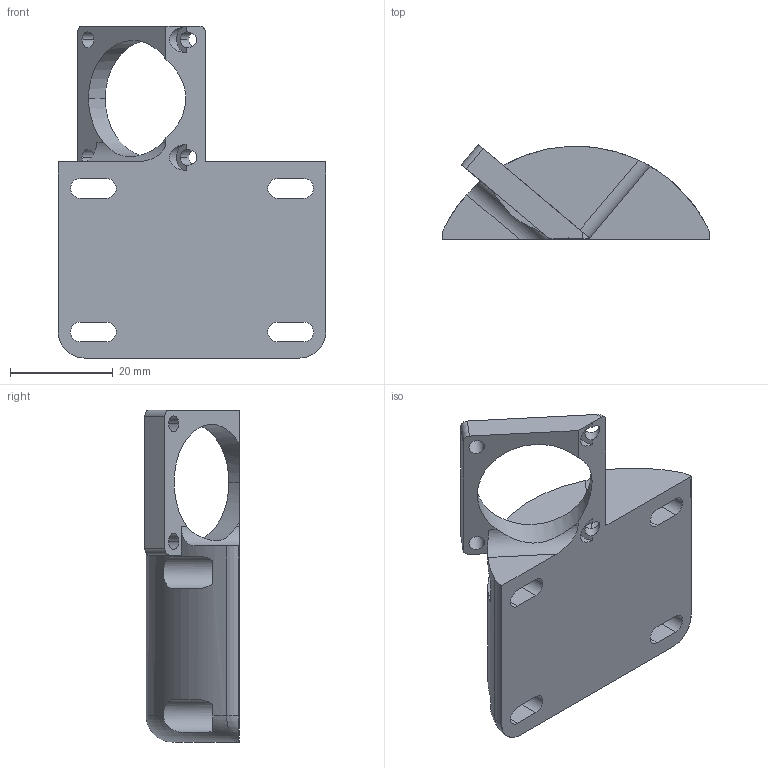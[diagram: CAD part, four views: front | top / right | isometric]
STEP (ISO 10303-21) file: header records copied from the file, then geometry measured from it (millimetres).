
FILE_DESCRIPTION (( 'STEP AP203' ), '1' );
FILE_NAME ('J3 Turret cap.STEP', '2016-08-04T00:21:30', ( '' ), ( '' ), 'SwSTEP 2.0', 'SolidWorks 2015', '' );
FILE_SCHEMA (( 'CONFIG_CONTROL_DESIGN' ));
Length unit declared in the file: inch
Products named in the file (1): J3 Turret cap
Bounding box: 52.07 x 18.32 x 64.52 mm (x, y, z)
Volume: 25099.4 mm3; surface area: 7831.7 mm2
Topology: 1 solids, 1 shells, 81 faces, 227 edges, 148 vertices
Faces by surface type: cylinder 42, plane 36, sphere 2, torus 1
Entity records: 2939 total; most frequent: CARTESIAN_POINT 729, ORIENTED_EDGE 452, DIRECTION 444, EDGE_CURVE 226, AXIS2_PLACEMENT_3D 165, VERTEX_POINT 148, VECTOR 114, LINE 114
